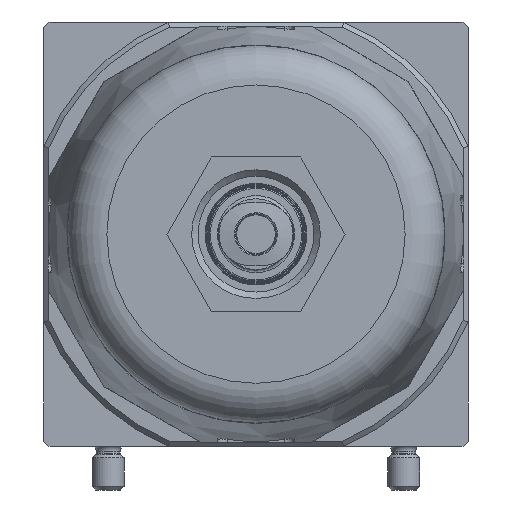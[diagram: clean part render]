
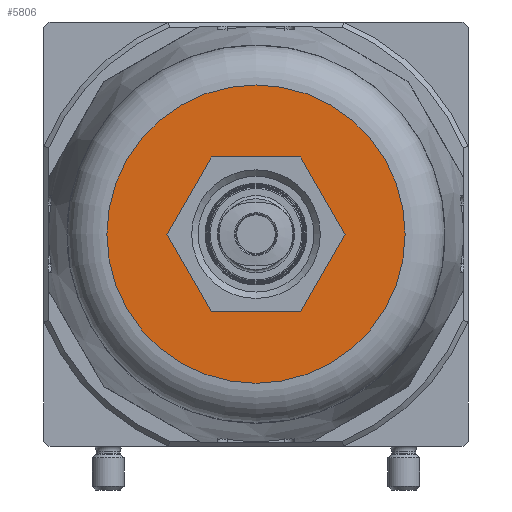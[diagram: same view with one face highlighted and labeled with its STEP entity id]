
A CAD part, front view. The second image highlights one B-rep face of the part: STEP entity #5806.
In plain terms, the highlighted planar face has unit normal (0, -1, 0).
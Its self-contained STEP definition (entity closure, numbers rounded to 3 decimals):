
#264=LINE('',#8391,#482);
#265=LINE('',#8394,#483);
#266=LINE('',#8396,#484);
#267=LINE('',#8398,#485);
#268=LINE('',#8400,#486);
#269=LINE('',#8402,#487);
#482=VECTOR('',#6963,1000.);
#483=VECTOR('',#6964,1000.);
#484=VECTOR('',#6965,1000.);
#485=VECTOR('',#6966,1000.);
#486=VECTOR('',#6967,1000.);
#487=VECTOR('',#6968,1000.);
#641=PLANE('',#6179);
#1325=ORIENTED_EDGE('',*,*,#2264,.T.);
#1326=ORIENTED_EDGE('',*,*,#2265,.T.);
#1327=ORIENTED_EDGE('',*,*,#2266,.T.);
#1328=ORIENTED_EDGE('',*,*,#2267,.T.);
#1329=ORIENTED_EDGE('',*,*,#2268,.T.);
#1330=ORIENTED_EDGE('',*,*,#2269,.T.);
#1331=ORIENTED_EDGE('',*,*,#2270,.T.);
#2264=EDGE_CURVE('',#2758,#2758,#3061,.T.);
#2265=EDGE_CURVE('',#2759,#2760,#264,.T.);
#2266=EDGE_CURVE('',#2760,#2761,#265,.T.);
#2267=EDGE_CURVE('',#2761,#2762,#266,.T.);
#2268=EDGE_CURVE('',#2762,#2763,#267,.T.);
#2269=EDGE_CURVE('',#2763,#2764,#268,.T.);
#2270=EDGE_CURVE('',#2764,#2759,#269,.T.);
#2758=VERTEX_POINT('',#8390);
#2759=VERTEX_POINT('',#8392);
#2760=VERTEX_POINT('',#8393);
#2761=VERTEX_POINT('',#8395);
#2762=VERTEX_POINT('',#8397);
#2763=VERTEX_POINT('',#8399);
#2764=VERTEX_POINT('',#8401);
#3061=CIRCLE('',#6180,23.2);
#3307=EDGE_LOOP('',(#1325));
#3308=EDGE_LOOP('',(#1326,#1327,#1328,#1329,#1330,#1331));
#3671=FACE_BOUND('',#3307,.T.);
#3672=FACE_BOUND('',#3308,.T.);
#5806=ADVANCED_FACE('',(#3671,#3672),#641,.F.);
#6179=AXIS2_PLACEMENT_3D('',#8388,#6959,#6960);
#6180=AXIS2_PLACEMENT_3D('',#8389,#6961,#6962);
#6959=DIRECTION('',(0.,1.,0.));
#6960=DIRECTION('',(0.,0.,1.));
#6961=DIRECTION('',(0.,-1.,0.));
#6962=DIRECTION('',(0.,0.,-1.));
#6963=DIRECTION('',(0.,0.,1.));
#6964=DIRECTION('',(0.866,0.,0.5));
#6965=DIRECTION('',(0.866,0.,-0.5));
#6966=DIRECTION('',(0.,0.,-1.));
#6967=DIRECTION('',(-0.866,0.,-0.5));
#6968=DIRECTION('',(-0.866,0.,0.5));
#8388=CARTESIAN_POINT('',(23.2,-165.,0.));
#8389=CARTESIAN_POINT('',(0.,-165.,0.));
#8390=CARTESIAN_POINT('',(0.,-165.,-23.2));
#8391=CARTESIAN_POINT('',(-12.,-165.,-6.928));
#8392=CARTESIAN_POINT('',(-12.,-165.,-6.928));
#8393=CARTESIAN_POINT('',(-12.,-165.,6.928));
#8394=CARTESIAN_POINT('',(-12.,-165.,6.928));
#8395=CARTESIAN_POINT('',(0.,-165.,13.856));
#8396=CARTESIAN_POINT('',(0.,-165.,13.856));
#8397=CARTESIAN_POINT('',(12.,-165.,6.928));
#8398=CARTESIAN_POINT('',(12.,-165.,6.928));
#8399=CARTESIAN_POINT('',(12.,-165.,-6.928));
#8400=CARTESIAN_POINT('',(12.,-165.,-6.928));
#8401=CARTESIAN_POINT('',(0.,-165.,-13.856));
#8402=CARTESIAN_POINT('',(0.,-165.,-13.856));
